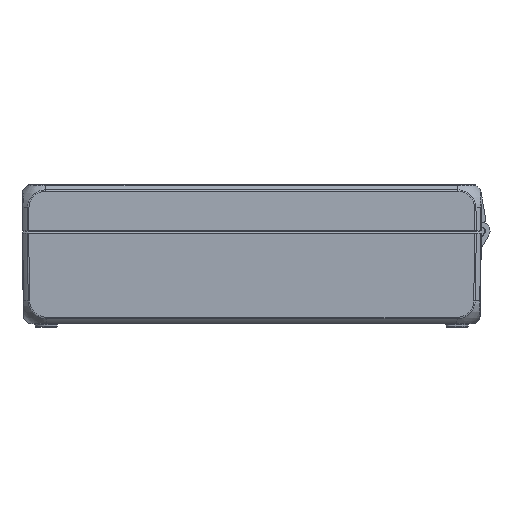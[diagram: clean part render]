
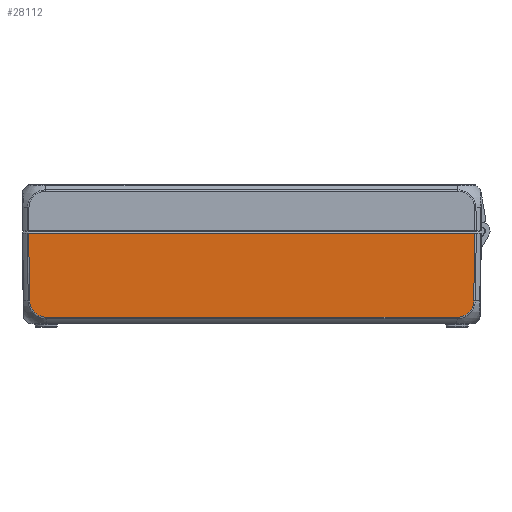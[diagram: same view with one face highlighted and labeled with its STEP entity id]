
A CAD part, front view. The second image highlights one B-rep face of the part: STEP entity #28112.
In plain terms, the highlighted planar face has unit normal (0, -1, -0.018).
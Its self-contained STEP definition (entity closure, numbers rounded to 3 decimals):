
#2251=B_SPLINE_CURVE_WITH_KNOTS('',3,(#66485,#66486,#66487,#66488,#66489,
#66490,#66491,#66492,#66493,#66494,#66495,#66496,#66497,#66498,#66499,#66500,
#66501,#66502,#66503,#66504,#66505,#66506,#66507,#66508,#66509,#66510,#66511,
#66512,#66513,#66514,#66515,#66516,#66517,#66518,#66519,#66520,#66521,#66522,
#66523,#66524),.UNSPECIFIED.,.F.,.F.,(4,2,2,2,2,2,2,2,2,2,2,2,2,2,2,2,2,
1,1,2,4),(0.,0.046,0.059,0.073,
0.075,0.172,0.174,0.175,
0.285,0.423,0.483,0.661,
0.805,0.821,0.83,0.899,
0.976,1.043,1.077,1.11,1.112),
 .UNSPECIFIED.);
#2253=B_SPLINE_CURVE_WITH_KNOTS('',3,(#66730,#66731,#66732,#66733,#66734,
#66735,#66736,#66737,#66738,#66739,#66740,#66741,#66742,#66743,#66744,#66745,
#66746,#66747,#66748,#66749,#66750,#66751,#66752,#66753,#66754,#66755,#66756,
#66757,#66758,#66759,#66760,#66761,#66762,#66763,#66764,#66765,#66766,#66767,
#66768),.UNSPECIFIED.,.F.,.F.,(4,2,1,2,2,2,2,2,2,2,2,2,2,2,2,2,2,2,2,4),
(0.,0.002,0.033,0.065,
0.138,0.279,0.29,0.31,
0.452,0.526,0.629,0.689,
0.825,0.94,0.941,1.037,
1.042,1.053,1.067,1.112),
 .UNSPECIFIED.);
#3318=FACE_OUTER_BOUND('',#5053,.T.);
#5053=EDGE_LOOP('',(#20442,#20443,#20444,#20445,#20446,#20447));
#7830=LINE('',#53629,#9472);
#8000=LINE('',#66320,#9642);
#8003=LINE('',#66570,#9645);
#8005=LINE('',#66810,#9647);
#9472=VECTOR('',#34292,10.);
#9642=VECTOR('',#35336,10.);
#9645=VECTOR('',#35345,10.);
#9647=VECTOR('',#35351,10.);
#11385=VERTEX_POINT('',#53621);
#11387=VERTEX_POINT('',#53627);
#11663=VERTEX_POINT('',#66318);
#11665=VERTEX_POINT('',#66483);
#11667=VERTEX_POINT('',#66568);
#11669=VERTEX_POINT('',#66728);
#14243=EDGE_CURVE('',#11385,#11387,#7830,.T.);
#14793=EDGE_CURVE('',#11663,#11387,#8000,.T.);
#14796=EDGE_CURVE('',#11665,#11663,#2251,.T.);
#14800=EDGE_CURVE('',#11667,#11665,#8003,.T.);
#14802=EDGE_CURVE('',#11669,#11667,#2253,.T.);
#14805=EDGE_CURVE('',#11385,#11669,#8005,.T.);
#20442=ORIENTED_EDGE('',*,*,#14793,.F.);
#20443=ORIENTED_EDGE('',*,*,#14796,.F.);
#20444=ORIENTED_EDGE('',*,*,#14800,.F.);
#20445=ORIENTED_EDGE('',*,*,#14802,.F.);
#20446=ORIENTED_EDGE('',*,*,#14805,.F.);
#20447=ORIENTED_EDGE('',*,*,#14243,.T.);
#25556=PLANE('',#30602);
#28112=ADVANCED_FACE('',(#3318),#25556,.T.);
#30602=AXIS2_PLACEMENT_3D('',#66811,#35352,#35353);
#34292=DIRECTION('',(-1.,0.,0.));
#35336=DIRECTION('',(-0.017,-0.017,1.));
#35345=DIRECTION('',(-1.,0.,0.));
#35351=DIRECTION('',(-0.017,0.017,-1.));
#35352=DIRECTION('center_axis',(0.,-1.,-0.017));
#35353=DIRECTION('ref_axis',(-1.,0.,0.));
#53621=CARTESIAN_POINT('',(96.647,-43.,-0.8));
#53627=CARTESIAN_POINT('',(-96.647,-43.,-0.8));
#53629=CARTESIAN_POINT('',(41.,-43.,-0.8));
#66318=CARTESIAN_POINT('',(-96.135,-42.488,-30.126));
#66320=CARTESIAN_POINT('',(-96.64,-42.994,-1.161));
#66483=CARTESIAN_POINT('',(-88.97,-42.365,-37.153));
#66485=CARTESIAN_POINT('Ctrl Pts',(-88.97,-42.365,
-37.153));
#66486=CARTESIAN_POINT('Ctrl Pts',(-89.124,-42.365,
-37.153));
#66487=CARTESIAN_POINT('Ctrl Pts',(-89.277,-42.365,
-37.151));
#66488=CARTESIAN_POINT('Ctrl Pts',(-89.474,-42.366,
-37.139));
#66489=CARTESIAN_POINT('Ctrl Pts',(-89.517,-42.366,-37.136));
#66490=CARTESIAN_POINT('Ctrl Pts',(-89.607,-42.366,-37.128));
#66491=CARTESIAN_POINT('Ctrl Pts',(-89.653,-42.366,-37.124));
#66492=CARTESIAN_POINT('Ctrl Pts',(-89.706,-42.366,
-37.119));
#66493=CARTESIAN_POINT('Ctrl Pts',(-89.714,-42.366,
-37.118));
#66494=CARTESIAN_POINT('Ctrl Pts',(-90.042,-42.367,-37.083));
#66495=CARTESIAN_POINT('Ctrl Pts',(-90.361,-42.368,
-37.027));
#66496=CARTESIAN_POINT('Ctrl Pts',(-90.68,-42.369,
-36.949));
#66497=CARTESIAN_POINT('Ctrl Pts',(-90.686,-42.369,
-36.947));
#66498=CARTESIAN_POINT('Ctrl Pts',(-90.696,-42.369,
-36.945));
#66499=CARTESIAN_POINT('Ctrl Pts',(-90.7,-42.369,
-36.944));
#66500=CARTESIAN_POINT('Ctrl Pts',(-91.061,-42.371,
-36.853));
#66501=CARTESIAN_POINT('Ctrl Pts',(-91.41,-42.373,
-36.736));
#66502=CARTESIAN_POINT('Ctrl Pts',(-92.171,-42.378,
-36.414));
#66503=CARTESIAN_POINT('Ctrl Pts',(-92.577,-42.382,
-36.195));
#66504=CARTESIAN_POINT('Ctrl Pts',(-93.125,-42.389,
-35.828));
#66505=CARTESIAN_POINT('Ctrl Pts',(-93.287,-42.391,
-35.71));
#66506=CARTESIAN_POINT('Ctrl Pts',(-93.906,-42.399,
-35.214));
#66507=CARTESIAN_POINT('Ctrl Pts',(-94.322,-42.407,-34.786));
#66508=CARTESIAN_POINT('Ctrl Pts',(-94.974,-42.422,
-33.933));
#66509=CARTESIAN_POINT('Ctrl Pts',(-95.226,-42.429,
-33.522));
#66510=CARTESIAN_POINT('Ctrl Pts',(-95.457,-42.437,
-33.041));
#66511=CARTESIAN_POINT('Ctrl Pts',(-95.48,-42.438,
-32.992));
#66512=CARTESIAN_POINT('Ctrl Pts',(-95.515,-42.439,
-32.915));
#66513=CARTESIAN_POINT('Ctrl Pts',(-95.527,-42.44,
-32.887));
#66514=CARTESIAN_POINT('Ctrl Pts',(-95.631,-42.444,
-32.649));
#66515=CARTESIAN_POINT('Ctrl Pts',(-95.713,-42.448,
-32.435));
#66516=CARTESIAN_POINT('Ctrl Pts',(-95.864,-42.456,
-31.975));
#66517=CARTESIAN_POINT('Ctrl Pts',(-95.93,-42.46,-31.728));
#66518=CARTESIAN_POINT('Ctrl Pts',(-96.03,-42.468,
-31.259));
#66519=CARTESIAN_POINT('Ctrl Pts',(-96.088,-42.474,
-30.928));
#66520=CARTESIAN_POINT('Ctrl Pts',(-96.128,-42.482,
-30.481));
#66521=CARTESIAN_POINT('Ctrl Pts',(-96.133,-42.486,
-30.257));
#66522=CARTESIAN_POINT('Ctrl Pts',(-96.135,-42.488,
-30.138));
#66523=CARTESIAN_POINT('Ctrl Pts',(-96.135,-42.488,
-30.132));
#66524=CARTESIAN_POINT('Ctrl Pts',(-96.135,-42.488,
-30.126));
#66568=CARTESIAN_POINT('',(88.97,-42.365,-37.153));
#66570=CARTESIAN_POINT('',(0.,-42.365,-37.153));
#66728=CARTESIAN_POINT('',(96.135,-42.488,-30.126));
#66730=CARTESIAN_POINT('Ctrl Pts',(96.135,-42.488,-30.126));
#66731=CARTESIAN_POINT('Ctrl Pts',(96.135,-42.488,-30.131));
#66732=CARTESIAN_POINT('Ctrl Pts',(96.134,-42.488,-30.137));
#66733=CARTESIAN_POINT('Ctrl Pts',(96.132,-42.486,-30.248));
#66734=CARTESIAN_POINT('Ctrl Pts',(96.127,-42.482,-30.458));
#66735=CARTESIAN_POINT('Ctrl Pts',(96.109,-42.479,-30.668));
#66736=CARTESIAN_POINT('Ctrl Pts',(96.072,-42.473,-31.014));
#66737=CARTESIAN_POINT('Ctrl Pts',(96.033,-42.468,-31.254));
#66738=CARTESIAN_POINT('Ctrl Pts',(95.883,-42.456,-31.953));
#66739=CARTESIAN_POINT('Ctrl Pts',(95.737,-42.448,-32.405));
#66740=CARTESIAN_POINT('Ctrl Pts',(95.535,-42.44,-32.87));
#66741=CARTESIAN_POINT('Ctrl Pts',(95.521,-42.44,-32.901));
#66742=CARTESIAN_POINT('Ctrl Pts',(95.479,-42.438,-32.995));
#66743=CARTESIAN_POINT('Ctrl Pts',(95.449,-42.437,-33.057));
#66744=CARTESIAN_POINT('Ctrl Pts',(95.211,-42.428,-33.544));
#66745=CARTESIAN_POINT('Ctrl Pts',(94.962,-42.421,-33.949));
#66746=CARTESIAN_POINT('Ctrl Pts',(94.527,-42.411,-34.519));
#66747=CARTESIAN_POINT('Ctrl Pts',(94.369,-42.408,-34.706));
#66748=CARTESIAN_POINT('Ctrl Pts',(93.965,-42.401,-35.135));
#66749=CARTESIAN_POINT('Ctrl Pts',(93.711,-42.397,-35.369));
#66750=CARTESIAN_POINT('Ctrl Pts',(93.285,-42.391,-35.711));
#66751=CARTESIAN_POINT('Ctrl Pts',(93.122,-42.389,-35.83));
#66752=CARTESIAN_POINT('Ctrl Pts',(92.579,-42.382,-36.195));
#66753=CARTESIAN_POINT('Ctrl Pts',(92.179,-42.378,-36.412));
#66754=CARTESIAN_POINT('Ctrl Pts',(91.41,-42.373,-36.736));
#66755=CARTESIAN_POINT('Ctrl Pts',(91.047,-42.371,-36.856));
#66756=CARTESIAN_POINT('Ctrl Pts',(90.673,-42.369,-36.949));
#66757=CARTESIAN_POINT('Ctrl Pts',(90.668,-42.369,-36.95));
#66758=CARTESIAN_POINT('Ctrl Pts',(90.355,-42.368,-37.026));
#66759=CARTESIAN_POINT('Ctrl Pts',(90.04,-42.367,-37.082));
#66760=CARTESIAN_POINT('Ctrl Pts',(89.705,-42.366,-37.118));
#66761=CARTESIAN_POINT('Ctrl Pts',(89.686,-42.366,-37.12));
#66762=CARTESIAN_POINT('Ctrl Pts',(89.631,-42.366,-37.125));
#66763=CARTESIAN_POINT('Ctrl Pts',(89.594,-42.366,-37.129));
#66764=CARTESIAN_POINT('Ctrl Pts',(89.512,-42.366,-37.135));
#66765=CARTESIAN_POINT('Ctrl Pts',(89.468,-42.366,-37.139));
#66766=CARTESIAN_POINT('Ctrl Pts',(89.272,-42.365,-37.151));
#66767=CARTESIAN_POINT('Ctrl Pts',(89.121,-42.365,-37.153));
#66768=CARTESIAN_POINT('Ctrl Pts',(88.97,-42.365,-37.153));
#66810=CARTESIAN_POINT('',(96.64,-42.994,-1.161));
#66811=CARTESIAN_POINT('Origin',(82.,-43.014,0.));
